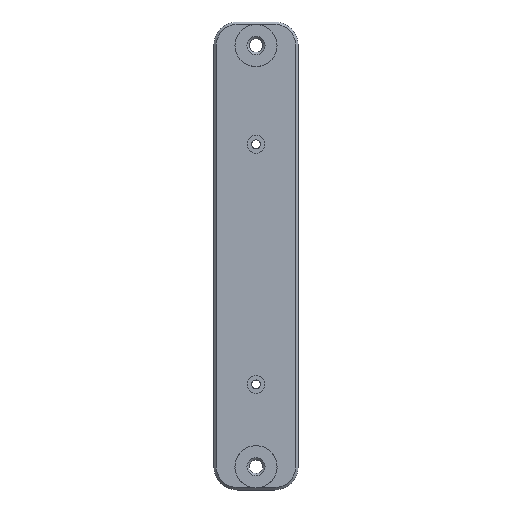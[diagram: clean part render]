
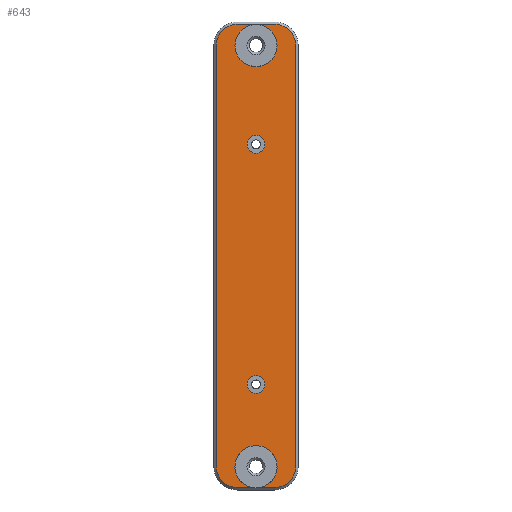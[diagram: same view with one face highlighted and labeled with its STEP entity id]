
A CAD part, top view. The second image highlights one B-rep face of the part: STEP entity #643.
In plain terms, the highlighted planar face has unit normal (0, 0, 1).
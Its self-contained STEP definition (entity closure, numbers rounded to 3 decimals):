
#39=FACE_BOUND('',#140,.T.);
#40=FACE_BOUND('',#141,.T.);
#41=FACE_BOUND('',#142,.T.);
#59=PLANE('',#726);
#93=FACE_OUTER_BOUND('',#139,.T.);
#139=EDGE_LOOP('',(#559,#560,#561,#562,#563,#564,#565,#566,#567,#568));
#140=EDGE_LOOP('',(#569));
#141=EDGE_LOOP('',(#570));
#142=EDGE_LOOP('',(#571));
#182=LINE('',#1062,#233);
#185=LINE('',#1070,#236);
#188=LINE('',#1078,#239);
#192=LINE('',#1092,#243);
#194=LINE('',#1095,#245);
#233=VECTOR('',#863,10.);
#236=VECTOR('',#872,10.);
#239=VECTOR('',#881,10.);
#243=VECTOR('',#895,10.);
#245=VECTOR('',#897,10.);
#276=CIRCLE('',#708,4.5);
#277=CIRCLE('',#711,4.5);
#278=CIRCLE('',#714,4.5);
#280=CIRCLE('',#718,4.5);
#281=CIRCLE('',#727,4.5);
#282=CIRCLE('',#728,4.5);
#283=CIRCLE('',#729,1.9);
#284=CIRCLE('',#730,1.9);
#320=VERTEX_POINT('',#1053);
#322=VERTEX_POINT('',#1057);
#323=VERTEX_POINT('',#1061);
#324=VERTEX_POINT('',#1065);
#325=VERTEX_POINT('',#1069);
#326=VERTEX_POINT('',#1073);
#327=VERTEX_POINT('',#1077);
#329=VERTEX_POINT('',#1083);
#331=VERTEX_POINT('',#1089);
#333=VERTEX_POINT('',#1094);
#334=VERTEX_POINT('',#1106);
#335=VERTEX_POINT('',#1108);
#336=VERTEX_POINT('',#1110);
#391=EDGE_CURVE('',#322,#320,#276,.T.);
#392=EDGE_CURVE('',#320,#323,#182,.T.);
#395=EDGE_CURVE('',#323,#324,#277,.T.);
#396=EDGE_CURVE('',#324,#325,#185,.T.);
#399=EDGE_CURVE('',#325,#326,#278,.T.);
#400=EDGE_CURVE('',#326,#327,#188,.T.);
#405=EDGE_CURVE('',#327,#329,#280,.T.);
#407=EDGE_CURVE('',#331,#322,#192,.T.);
#409=EDGE_CURVE('',#329,#333,#194,.T.);
#414=EDGE_CURVE('',#331,#333,#281,.T.);
#415=EDGE_CURVE('',#334,#334,#282,.T.);
#416=EDGE_CURVE('',#335,#335,#283,.T.);
#417=EDGE_CURVE('',#336,#336,#284,.T.);
#559=ORIENTED_EDGE('',*,*,#409,.F.);
#560=ORIENTED_EDGE('',*,*,#405,.F.);
#561=ORIENTED_EDGE('',*,*,#400,.F.);
#562=ORIENTED_EDGE('',*,*,#399,.F.);
#563=ORIENTED_EDGE('',*,*,#396,.F.);
#564=ORIENTED_EDGE('',*,*,#395,.F.);
#565=ORIENTED_EDGE('',*,*,#392,.F.);
#566=ORIENTED_EDGE('',*,*,#391,.F.);
#567=ORIENTED_EDGE('',*,*,#407,.F.);
#568=ORIENTED_EDGE('',*,*,#414,.T.);
#569=ORIENTED_EDGE('',*,*,#415,.T.);
#570=ORIENTED_EDGE('',*,*,#416,.T.);
#571=ORIENTED_EDGE('',*,*,#417,.T.);
#643=ADVANCED_FACE('',(#93,#39,#40,#41),#59,.T.);
#708=AXIS2_PLACEMENT_3D('',#1059,#859,#860);
#711=AXIS2_PLACEMENT_3D('',#1067,#868,#869);
#714=AXIS2_PLACEMENT_3D('',#1075,#877,#878);
#718=AXIS2_PLACEMENT_3D('',#1087,#889,#890);
#726=AXIS2_PLACEMENT_3D('',#1104,#911,#912);
#727=AXIS2_PLACEMENT_3D('',#1105,#913,#914);
#728=AXIS2_PLACEMENT_3D('',#1107,#915,#916);
#729=AXIS2_PLACEMENT_3D('',#1109,#917,#918);
#730=AXIS2_PLACEMENT_3D('',#1111,#919,#920);
#859=DIRECTION('center_axis',(0.,0.,
-1.));
#860=DIRECTION('ref_axis',(0.707,-0.707,0.));
#863=DIRECTION('',(-1.,0.,0.));
#868=DIRECTION('center_axis',(0.,0.,
-1.));
#869=DIRECTION('ref_axis',(-0.707,-0.707,0.));
#872=DIRECTION('',(0.,1.,0.));
#877=DIRECTION('center_axis',(0.,0.,
-1.));
#878=DIRECTION('ref_axis',(-0.707,0.707,0.));
#881=DIRECTION('',(1.,0.,0.));
#889=DIRECTION('center_axis',(0.,0.,
-1.));
#890=DIRECTION('ref_axis',(0.707,0.707,0.));
#895=DIRECTION('',(0.,-1.,0.));
#897=DIRECTION('',(0.,-1.,0.));
#911=DIRECTION('center_axis',(0.,0.,
1.));
#912=DIRECTION('ref_axis',(-1.,0.,0.));
#913=DIRECTION('center_axis',(0.,0.,
-1.));
#914=DIRECTION('ref_axis',(-1.,0.,0.));
#915=DIRECTION('center_axis',(0.,0.,
-1.));
#916=DIRECTION('ref_axis',(-1.,0.,0.));
#917=DIRECTION('center_axis',(0.,0.,
-1.));
#918=DIRECTION('ref_axis',(-1.,0.,0.));
#919=DIRECTION('center_axis',(0.,0.,
-1.));
#920=DIRECTION('ref_axis',(-1.,0.,0.));
#1053=CARTESIAN_POINT('',(43.217,23.139,16.1));
#1057=CARTESIAN_POINT('',(47.717,27.639,16.1));
#1059=CARTESIAN_POINT('Origin',(43.217,27.639,16.1));
#1061=CARTESIAN_POINT('',(-46.783,23.139,16.1));
#1062=CARTESIAN_POINT('',(-26.783,23.139,16.1));
#1065=CARTESIAN_POINT('',(-51.283,27.639,16.1));
#1067=CARTESIAN_POINT('Origin',(-46.783,27.639,16.1));
#1069=CARTESIAN_POINT('',(-51.283,35.639,16.1));
#1070=CARTESIAN_POINT('',(-51.283,36.139,16.1));
#1073=CARTESIAN_POINT('',(-46.783,40.139,16.1));
#1075=CARTESIAN_POINT('Origin',(-46.783,35.639,16.1));
#1077=CARTESIAN_POINT('',(43.217,40.139,16.1));
#1078=CARTESIAN_POINT('',(23.217,40.139,16.1));
#1083=CARTESIAN_POINT('',(47.717,35.639,16.1));
#1087=CARTESIAN_POINT('Origin',(43.217,35.639,16.1));
#1089=CARTESIAN_POINT('',(47.717,31.032,16.1));
#1092=CARTESIAN_POINT('',(47.717,27.139,16.1));
#1094=CARTESIAN_POINT('',(47.717,32.246,16.1));
#1095=CARTESIAN_POINT('',(47.717,27.139,16.1));
#1104=CARTESIAN_POINT('Origin',(-1.783,31.639,16.1));
#1105=CARTESIAN_POINT('Origin',(43.258,31.639,16.1));
#1106=CARTESIAN_POINT('',(-42.242,31.639,16.1));
#1107=CARTESIAN_POINT('Origin',(-46.742,31.639,16.1));
#1108=CARTESIAN_POINT('',(-23.75,31.639,16.1));
#1109=CARTESIAN_POINT('Origin',(-25.65,31.639,16.1));
#1110=CARTESIAN_POINT('',(27.55,31.639,16.1));
#1111=CARTESIAN_POINT('Origin',(25.65,31.639,16.1));
